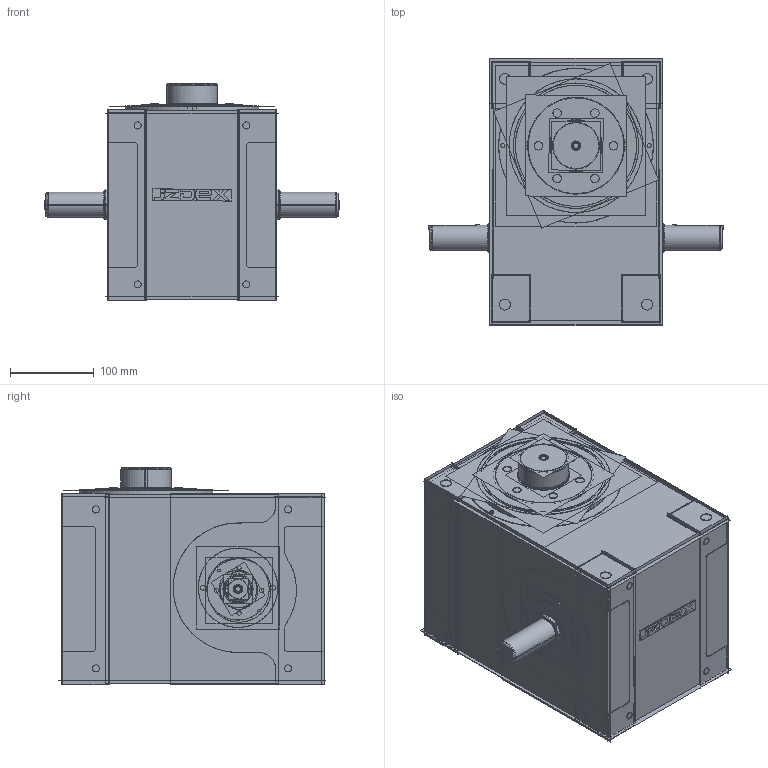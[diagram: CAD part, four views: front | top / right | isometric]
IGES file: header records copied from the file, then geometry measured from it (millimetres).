
Start section:  PTC IGES file: jz-110df.igs
Global section: file name: jz-110df.igs; native system: Creo Parametric by PTC Inc.; preprocessor: 2019010; author: DELL; organization: Unknown; date: 20240321.152713; units: millimetre
Bounding box: 352.4 x 320.32 x 259.77 mm (x, y, z)
Surface area: 2750490.4 mm2 (no closed solid volume)
Topology: 0 solids, 0 shells, 850 faces, 14226 edges, 18820 vertices
Faces by surface type: revolution 558, bspline 292
